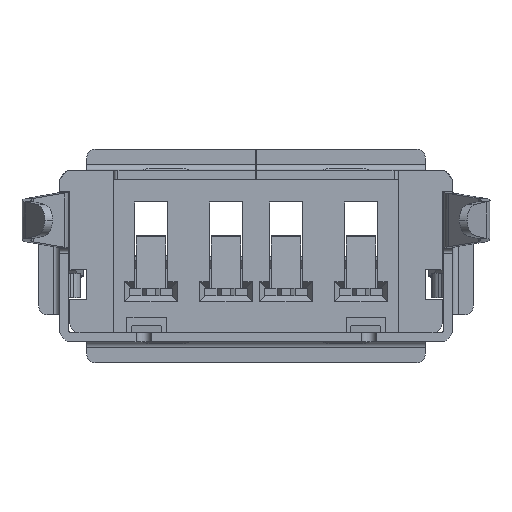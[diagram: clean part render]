
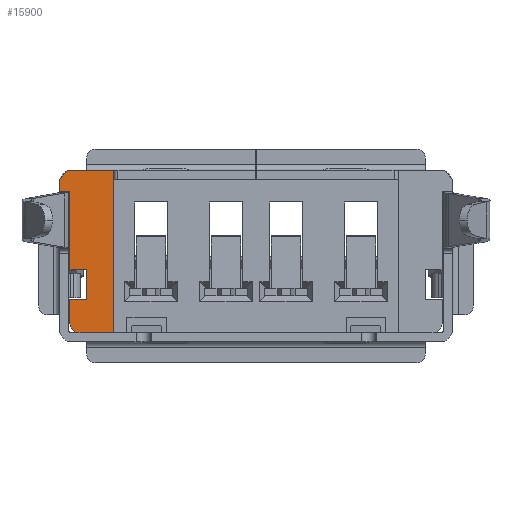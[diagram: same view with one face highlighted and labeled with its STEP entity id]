
A CAD part, front view. The second image highlights one B-rep face of the part: STEP entity #15900.
In plain terms, the highlighted face is planar.
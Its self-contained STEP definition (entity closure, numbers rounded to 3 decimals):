
#324 = CARTESIAN_POINT ( 'NONE',  ( -5.65, -1.46, 6.6 ) ) ;
#378 = VERTEX_POINT ( 'NONE', #12898 ) ;
#392 = CARTESIAN_POINT ( 'NONE',  ( 6.226, -0.46, 6.6 ) ) ;
#662 = EDGE_CURVE ( 'NONE', #32118, #27839, #10623, .T. ) ;
#1007 = DIRECTION ( 'NONE',  ( 1., 0., 0. ) ) ;
#1033 = CARTESIAN_POINT ( 'NONE',  ( -4.714, 2.968, 6.6 ) ) ;
#1168 = EDGE_CURVE ( 'NONE', #9004, #22591, #28673, .T. ) ;
#1395 = VECTOR ( 'NONE', #1007, 1000. ) ;
#1944 = ORIENTED_EDGE ( 'NONE', *, *, #1168, .T. ) ;
#2459 = VERTEX_POINT ( 'NONE', #5764 ) ;
#2690 = LINE ( 'NONE', #17988, #22912 ) ;
#2732 = CARTESIAN_POINT ( 'NONE',  ( -6.55, 2.56, 6.6 ) ) ;
#2817 = CARTESIAN_POINT ( 'NONE',  ( -6.568, 2.542, 6.6 ) ) ;
#2896 = CARTESIAN_POINT ( 'NONE',  ( -4.714, 2.84, 6.6 ) ) ;
#3610 = VECTOR ( 'NONE', #21563, 1000. ) ;
#3702 = PLANE ( 'NONE',  #13832 ) ;
#5553 = DIRECTION ( 'NONE',  ( -1., 0., 0. ) ) ;
#5764 = CARTESIAN_POINT ( 'NONE',  ( -6.27, 2.84, 6.6 ) ) ;
#6065 = VECTOR ( 'NONE', #5553, 1000. ) ;
#6202 = LINE ( 'NONE', #21647, #26417 ) ;
#6348 = DIRECTION ( 'NONE',  ( 1., 0., 0. ) ) ;
#6780 = ORIENTED_EDGE ( 'NONE', *, *, #17309, .F. ) ;
#6976 = VECTOR ( 'NONE', #15432, 1000. ) ;
#7103 = LINE ( 'NONE', #2817, #27291 ) ;
#7877 = CARTESIAN_POINT ( 'NONE',  ( -6.226, -1.46, 6.6 ) ) ;
#8551 = VECTOR ( 'NONE', #21195, 1000. ) ;
#8620 = LINE ( 'NONE', #33783, #6976 ) ;
#8624 = CARTESIAN_POINT ( 'NONE',  ( -5.65, -0.46, 6.6 ) ) ;
#8909 = ORIENTED_EDGE ( 'NONE', *, *, #20753, .T. ) ;
#8964 = LINE ( 'NONE', #28382, #15148 ) ;
#9004 = VERTEX_POINT ( 'NONE', #12199 ) ;
#9101 = CARTESIAN_POINT ( 'NONE',  ( -5.9, -2.26, 6.6 ) ) ;
#9817 = FACE_OUTER_BOUND ( 'NONE', #12672, .T. ) ;
#10508 = DIRECTION ( 'NONE',  ( 1., 0., 0. ) ) ;
#10623 = LINE ( 'NONE', #32079, #3610 ) ;
#11281 = EDGE_CURVE ( 'NONE', #29252, #9004, #2690, .T. ) ;
#11747 = DIRECTION ( 'NONE',  ( 0., 1., 0. ) ) ;
#12199 = CARTESIAN_POINT ( 'NONE',  ( -6.55, 2.16, 6.6 ) ) ;
#12672 = EDGE_LOOP ( 'NONE', ( #24816, #13919, #1944, #22279, #33079, #27344, #6780, #8909, #30444, #26674, #19890, #32328 ) ) ;
#12898 = CARTESIAN_POINT ( 'NONE',  ( -6.2, -1.46, 6.6 ) ) ;
#13094 = LINE ( 'NONE', #2896, #6065 ) ;
#13832 = AXIS2_PLACEMENT_3D ( 'NONE', #1033, #29988, #6348 ) ;
#13919 = ORIENTED_EDGE ( 'NONE', *, *, #11281, .T. ) ;
#14104 = EDGE_CURVE ( 'NONE', #2459, #29252, #7103, .T. ) ;
#14288 = CARTESIAN_POINT ( 'NONE',  ( -4.75, -2.56, 6.6 ) ) ;
#14338 = VERTEX_POINT ( 'NONE', #19892 ) ;
#15148 = VECTOR ( 'NONE', #15238, 1000. ) ;
#15238 = DIRECTION ( 'NONE',  ( 0., 1., 0. ) ) ;
#15289 = VECTOR ( 'NONE', #27491, 1000. ) ;
#15432 = DIRECTION ( 'NONE',  ( 0., -1., 0. ) ) ;
#15572 = LINE ( 'NONE', #392, #8551 ) ;
#15900 = ADVANCED_FACE ( 'NONE', ( #9817 ), #3702, .T. ) ;
#15928 = VERTEX_POINT ( 'NONE', #14288 ) ;
#16098 = LINE ( 'NONE', #22218, #15289 ) ;
#16129 = EDGE_CURVE ( 'NONE', #15928, #33061, #8964, .T. ) ;
#16702 = CARTESIAN_POINT ( 'NONE',  ( -4.714, 2.16, 6.6 ) ) ;
#17309 = EDGE_CURVE ( 'NONE', #378, #27839, #18805, .T. ) ;
#17988 = CARTESIAN_POINT ( 'NONE',  ( -6.55, 2.586, 6.6 ) ) ;
#18805 = LINE ( 'NONE', #7877, #24982 ) ;
#19890 = ORIENTED_EDGE ( 'NONE', *, *, #16129, .T. ) ;
#19892 = CARTESIAN_POINT ( 'NONE',  ( -6.2, -2.26, 6.6 ) ) ;
#20239 = CARTESIAN_POINT ( 'NONE',  ( -4.75, 2.84, 6.6 ) ) ;
#20640 = DIRECTION ( 'NONE',  ( 0., -1., 0. ) ) ;
#20753 = EDGE_CURVE ( 'NONE', #378, #14338, #8620, .T. ) ;
#20792 = VERTEX_POINT ( 'NONE', #20976 ) ;
#20976 = CARTESIAN_POINT ( 'NONE',  ( -5.9, -2.56, 6.6 ) ) ;
#21195 = DIRECTION ( 'NONE',  ( 1., 0., 0. ) ) ;
#21282 = DIRECTION ( 'NONE',  ( -0.707, -0.707, 0. ) ) ;
#21563 = DIRECTION ( 'NONE',  ( 0., -1., 0. ) ) ;
#21647 = CARTESIAN_POINT ( 'NONE',  ( -4.714, -2.56, 6.6 ) ) ;
#22218 = CARTESIAN_POINT ( 'NONE',  ( -6.2, -1.434, 6.6 ) ) ;
#22279 = ORIENTED_EDGE ( 'NONE', *, *, #26914, .T. ) ;
#22591 = VERTEX_POINT ( 'NONE', #27857 ) ;
#22912 = VECTOR ( 'NONE', #20640, 1000. ) ;
#24297 = DIRECTION ( 'NONE',  ( 1., 0., 0. ) ) ;
#24789 = EDGE_CURVE ( 'NONE', #30108, #32118, #15572, .T. ) ;
#24816 = ORIENTED_EDGE ( 'NONE', *, *, #14104, .T. ) ;
#24982 = VECTOR ( 'NONE', #10508, 1000. ) ;
#25710 = CIRCLE ( 'NONE', #33489, 0.3 ) ;
#26417 = VECTOR ( 'NONE', #24297, 1000. ) ;
#26674 = ORIENTED_EDGE ( 'NONE', *, *, #32080, .T. ) ;
#26914 = EDGE_CURVE ( 'NONE', #22591, #30108, #16098, .T. ) ;
#27291 = VECTOR ( 'NONE', #21282, 1000. ) ;
#27344 = ORIENTED_EDGE ( 'NONE', *, *, #662, .T. ) ;
#27491 = DIRECTION ( 'NONE',  ( 0., -1., 0. ) ) ;
#27514 = DIRECTION ( 'NONE',  ( 0., 0., -1. ) ) ;
#27839 = VERTEX_POINT ( 'NONE', #324 ) ;
#27857 = CARTESIAN_POINT ( 'NONE',  ( -6.2, 2.16, 6.6 ) ) ;
#28046 = CARTESIAN_POINT ( 'NONE',  ( -6.2, -0.46, 6.6 ) ) ;
#28382 = CARTESIAN_POINT ( 'NONE',  ( -4.75, 2.968, 6.6 ) ) ;
#28673 = LINE ( 'NONE', #16702, #1395 ) ;
#28932 = EDGE_CURVE ( 'NONE', #20792, #14338, #25710, .T. ) ;
#29252 = VERTEX_POINT ( 'NONE', #2732 ) ;
#29988 = DIRECTION ( 'NONE',  ( 0., 0., 1. ) ) ;
#30108 = VERTEX_POINT ( 'NONE', #28046 ) ;
#30444 = ORIENTED_EDGE ( 'NONE', *, *, #28932, .F. ) ;
#32079 = CARTESIAN_POINT ( 'NONE',  ( -5.65, 2.968, 6.6 ) ) ;
#32080 = EDGE_CURVE ( 'NONE', #20792, #15928, #6202, .T. ) ;
#32118 = VERTEX_POINT ( 'NONE', #8624 ) ;
#32328 = ORIENTED_EDGE ( 'NONE', *, *, #33392, .T. ) ;
#33061 = VERTEX_POINT ( 'NONE', #20239 ) ;
#33079 = ORIENTED_EDGE ( 'NONE', *, *, #24789, .T. ) ;
#33392 = EDGE_CURVE ( 'NONE', #33061, #2459, #13094, .T. ) ;
#33489 = AXIS2_PLACEMENT_3D ( 'NONE', #9101, #27514, #11747 ) ;
#33783 = CARTESIAN_POINT ( 'NONE',  ( -6.2, 2.968, 6.6 ) ) ;
